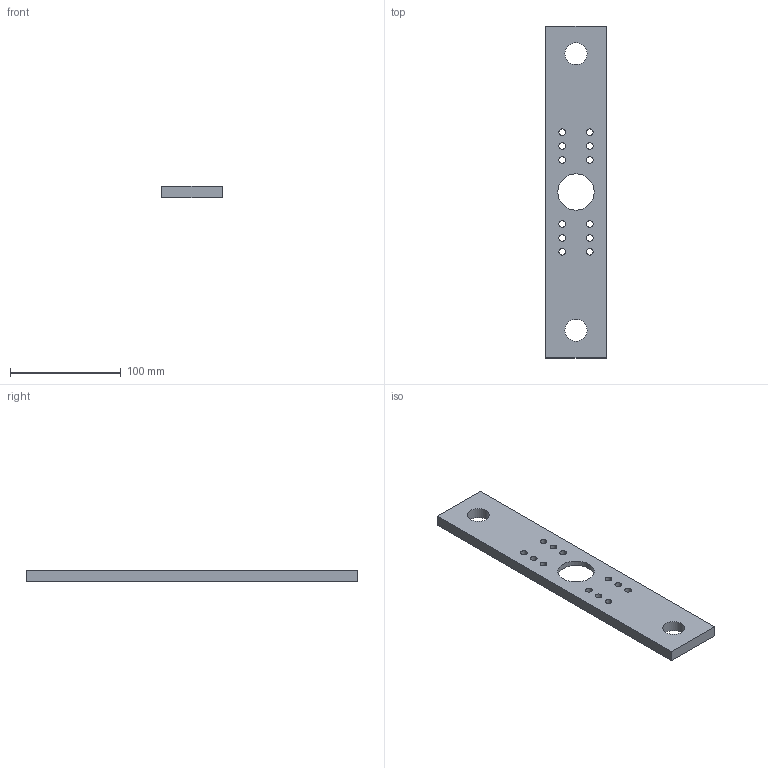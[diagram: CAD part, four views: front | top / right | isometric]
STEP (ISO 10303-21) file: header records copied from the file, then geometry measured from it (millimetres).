
FILE_DESCRIPTION(('STEP AP203'),'1');
FILE_NAME('20180607 Breadboard_detector.stp','2018-06-07T14:34:45',(' '),(' '),'Spatial InterOp 3D',' ',' ');
FILE_SCHEMA(('CONFIG_CONTROL_DESIGN'));
Length unit declared in the file: millimetre
Products named in the file (1): 1
Bounding box: 55 x 300 x 10 mm (x, y, z)
Volume: 140683.2 mm3; surface area: 41426.4 mm2
Topology: 1 solids, 1 shells, 26 faces, 69 edges, 46 vertices
Faces by surface type: cylinder 15, plane 11
Full cylindrical faces by diameter (mm): 6 x12, 20 x2, 32.75 x1
Entity records: 852 total; most frequent: DIRECTION 138, CARTESIAN_POINT 127, ORIENTED_EDGE 108, EDGE_LOOP 72, FACE_BOUND 61, AXIS2_PLACEMENT_3D 57, EDGE_CURVE 54, VERTEX_POINT 46
